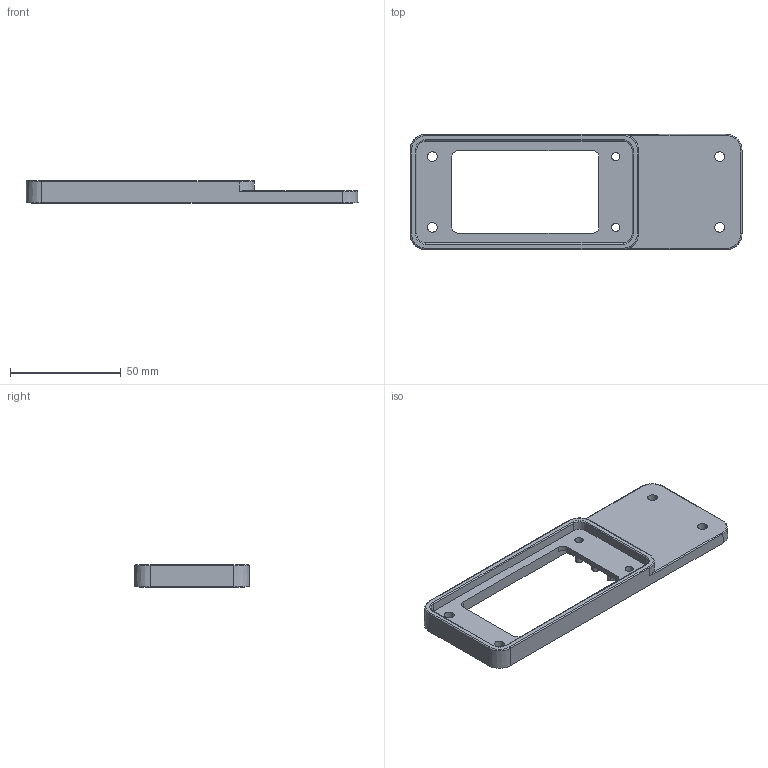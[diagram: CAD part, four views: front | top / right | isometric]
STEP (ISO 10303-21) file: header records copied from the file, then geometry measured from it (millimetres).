
FILE_DESCRIPTION (( 'STEP AP214' ), '1' );
FILE_NAME ('ZP-MC24B-2-RD10B.step', '2015-08-12T18:10:32', ( '' ), ( '' ), 'SwSTEP 2.0', 'SolidWorks 2014', '' );
FILE_SCHEMA (( 'AUTOMOTIVE_DESIGN' ));
Length unit declared in the file: millimetre
Products named in the file (1): ZP-MC24B-2-RD10B
Bounding box: 150.19 x 52.19 x 10.25 mm (x, y, z)
Volume: 26717.7 mm3; surface area: 17687.1 mm2
Topology: 1 solids, 1 shells, 161 faces, 442 edges, 288 vertices
Faces by surface type: cylinder 72, plane 61, torus 18, cone 10
Entity records: 6855 total; most frequent: DIRECTION 952, CARTESIAN_POINT 908, ORIENTED_EDGE 884, EDGE_CURVE 442, AXIS2_PLACEMENT_3D 350, VERTEX_POINT 288, VECTOR 252, LINE 252
